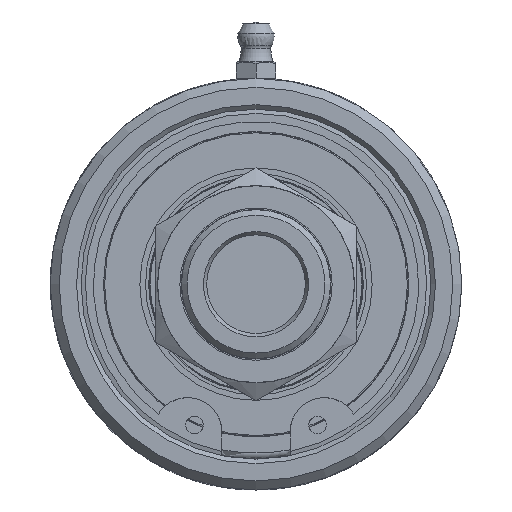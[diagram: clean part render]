
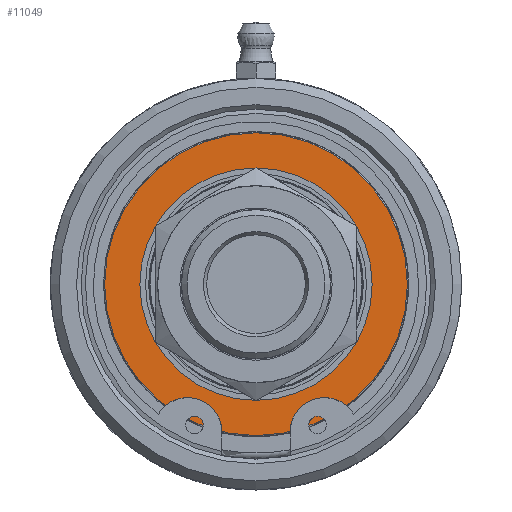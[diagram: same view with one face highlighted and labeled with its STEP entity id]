
A CAD part, left-side view. The second image highlights one B-rep face of the part: STEP entity #11049.
In plain terms, the highlighted planar face has unit normal (-1, 0, 0).
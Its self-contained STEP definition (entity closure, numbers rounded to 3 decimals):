
#1681=FACE_BOUND('',#3630,.T.);
#2941=FACE_OUTER_BOUND('',#3629,.T.);
#3629=EDGE_LOOP('',(#9412,#9413));
#3630=EDGE_LOOP('',(#9414,#9415));
#4026=CIRCLE('',#11941,26.85);
#4027=CIRCLE('',#11942,26.85);
#4029=CIRCLE('',#11945,20.6);
#4030=CIRCLE('',#11946,20.6);
#5076=VERTEX_POINT('',#23884);
#5077=VERTEX_POINT('',#23886);
#5078=VERTEX_POINT('',#23891);
#5079=VERTEX_POINT('',#23892);
#6570=EDGE_CURVE('',#5076,#5077,#4026,.T.);
#6571=EDGE_CURVE('',#5077,#5076,#4027,.T.);
#6573=EDGE_CURVE('',#5078,#5079,#4029,.T.);
#6574=EDGE_CURVE('',#5079,#5078,#4030,.T.);
#9412=ORIENTED_EDGE('',*,*,#6571,.F.);
#9413=ORIENTED_EDGE('',*,*,#6570,.F.);
#9414=ORIENTED_EDGE('',*,*,#6573,.T.);
#9415=ORIENTED_EDGE('',*,*,#6574,.T.);
#10552=PLANE('',#11944);
#11049=ADVANCED_FACE('',(#2941,#1681),#10552,.T.);
#11941=AXIS2_PLACEMENT_3D('',#23887,#14105,#14106);
#11942=AXIS2_PLACEMENT_3D('',#23888,#14107,#14108);
#11944=AXIS2_PLACEMENT_3D('',#23890,#14111,#14112);
#11945=AXIS2_PLACEMENT_3D('',#23893,#14113,#14114);
#11946=AXIS2_PLACEMENT_3D('',#23894,#14115,#14116);
#14105=DIRECTION('center_axis',(1.,0.,0.));
#14106=DIRECTION('ref_axis',(0.,-1.,0.));
#14107=DIRECTION('center_axis',(1.,0.,0.));
#14108=DIRECTION('ref_axis',(0.,-1.,0.));
#14111=DIRECTION('center_axis',(-1.,0.,0.));
#14112=DIRECTION('ref_axis',(0.,1.,0.));
#14113=DIRECTION('center_axis',(1.,0.,0.));
#14114=DIRECTION('ref_axis',(0.,-1.,0.));
#14115=DIRECTION('center_axis',(1.,0.,0.));
#14116=DIRECTION('ref_axis',(0.,-1.,0.));
#23884=CARTESIAN_POINT('',(38.9,26.85,0.));
#23886=CARTESIAN_POINT('',(38.9,-26.85,0.));
#23887=CARTESIAN_POINT('Origin',(38.9,0.,0.));
#23888=CARTESIAN_POINT('Origin',(38.9,0.,0.));
#23890=CARTESIAN_POINT('Origin',(38.9,-23.725,0.));
#23891=CARTESIAN_POINT('',(38.9,-20.6,0.));
#23892=CARTESIAN_POINT('',(38.9,20.6,0.));
#23893=CARTESIAN_POINT('Origin',(38.9,0.,0.));
#23894=CARTESIAN_POINT('Origin',(38.9,0.,0.));
